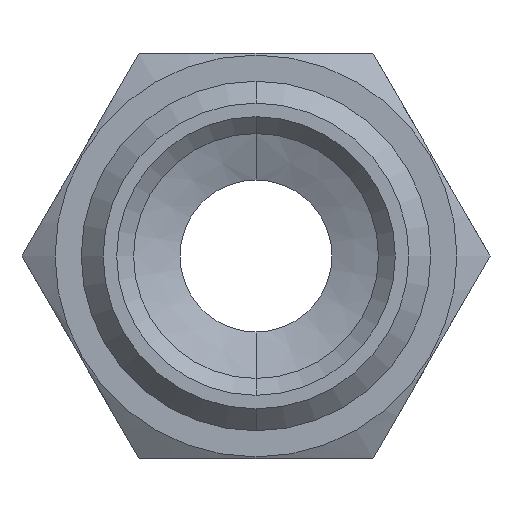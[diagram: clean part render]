
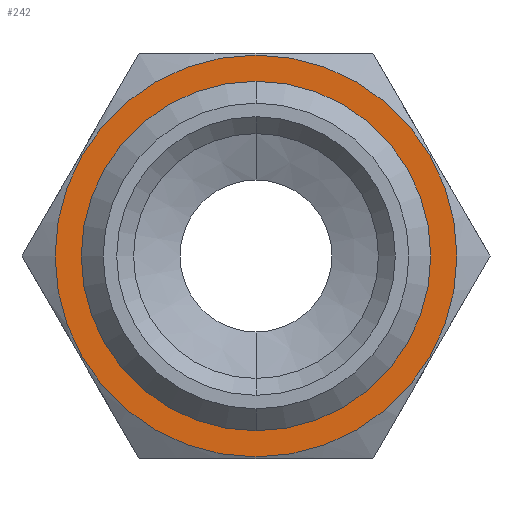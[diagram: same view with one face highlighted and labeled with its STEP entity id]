
A CAD part, front view. The second image highlights one B-rep face of the part: STEP entity #242.
In plain terms, the highlighted planar face has unit normal (0, -1, 0).
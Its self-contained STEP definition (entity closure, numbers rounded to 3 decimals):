
#73 = VERTEX_POINT ( 'NONE', #626 ) ;
#74 = VERTEX_POINT ( 'NONE', #625 ) ;
#75 = EDGE_CURVE ( 'NONE', #73, #74, #624, .T. ) ;
#140 = EDGE_CURVE ( 'NONE', #141, #142, #802, .T. ) ;
#141 = VERTEX_POINT ( 'NONE', #794 ) ;
#142 = VERTEX_POINT ( 'NONE', #793 ) ;
#210 = ORIENTED_EDGE ( 'NONE', *, *, #345, .F. ) ;
#242 = ADVANCED_FACE ( 'NONE', ( #847, #846 ), #845, .T. ) ;
#243 = ORIENTED_EDGE ( 'NONE', *, *, #244, .T. ) ;
#244 = EDGE_CURVE ( 'NONE', #142, #141, #843, .T. ) ;
#245 = ORIENTED_EDGE ( 'NONE', *, *, #140, .T. ) ;
#246 = EDGE_LOOP ( 'NONE', ( #247, #210 ) ) ;
#247 = ORIENTED_EDGE ( 'NONE', *, *, #75, .F. ) ;
#249 = EDGE_LOOP ( 'NONE', ( #243, #245 ) ) ;
#345 = EDGE_CURVE ( 'NONE', #74, #73, #1099, .T. ) ;
#620 = DIRECTION ( 'NONE',  ( 0., 0., -1. ) ) ;
#621 = DIRECTION ( 'NONE',  ( 0., -1., 0. ) ) ;
#622 = CARTESIAN_POINT ( 'NONE',  ( 0., 10., 0. ) ) ;
#623 = AXIS2_PLACEMENT_3D ( 'NONE', #622, #621, #620 ) ;
#624 = CIRCLE ( 'NONE', #623, 10.35 ) ;
#625 = CARTESIAN_POINT ( 'NONE',  ( 0., 10., 10.35 ) ) ;
#626 = CARTESIAN_POINT ( 'NONE',  ( 0., 10., -10.35 ) ) ;
#793 = CARTESIAN_POINT ( 'NONE',  ( 0., 10., 11.9 ) ) ;
#794 = CARTESIAN_POINT ( 'NONE',  ( 0., 10., -11.9 ) ) ;
#795 = DIRECTION ( 'NONE',  ( 0., 0., -1. ) ) ;
#796 = DIRECTION ( 'NONE',  ( 0., -1., 0. ) ) ;
#797 = CARTESIAN_POINT ( 'NONE',  ( 0., 10., 0. ) ) ;
#798 = AXIS2_PLACEMENT_3D ( 'NONE', #797, #796, #795 ) ;
#802 = CIRCLE ( 'NONE', #798, 11.9 ) ;
#836 = DIRECTION ( 'NONE',  ( 0., 0., -1. ) ) ;
#837 = DIRECTION ( 'NONE',  ( 0., -1., 0. ) ) ;
#838 = CARTESIAN_POINT ( 'NONE',  ( 0., 10., 0. ) ) ;
#839 = AXIS2_PLACEMENT_3D ( 'NONE', #838, #837, #836 ) ;
#840 = DIRECTION ( 'NONE',  ( 0., 0., -1. ) ) ;
#841 = DIRECTION ( 'NONE',  ( 0., -1., 0. ) ) ;
#842 = CARTESIAN_POINT ( 'NONE',  ( 11.9, 10., 0. ) ) ;
#843 = CIRCLE ( 'NONE', #839, 11.9 ) ;
#844 = AXIS2_PLACEMENT_3D ( 'NONE', #842, #841, #840 ) ;
#845 = PLANE ( 'NONE',  #844 ) ;
#846 = FACE_BOUND ( 'NONE', #246, .T. ) ;
#847 = FACE_OUTER_BOUND ( 'NONE', #249, .T. ) ;
#1095 = DIRECTION ( 'NONE',  ( 0., 0., -1. ) ) ;
#1096 = DIRECTION ( 'NONE',  ( 0., -1., 0. ) ) ;
#1097 = CARTESIAN_POINT ( 'NONE',  ( 0., 10., 0. ) ) ;
#1098 = AXIS2_PLACEMENT_3D ( 'NONE', #1097, #1096, #1095 ) ;
#1099 = CIRCLE ( 'NONE', #1098, 10.35 ) ;
